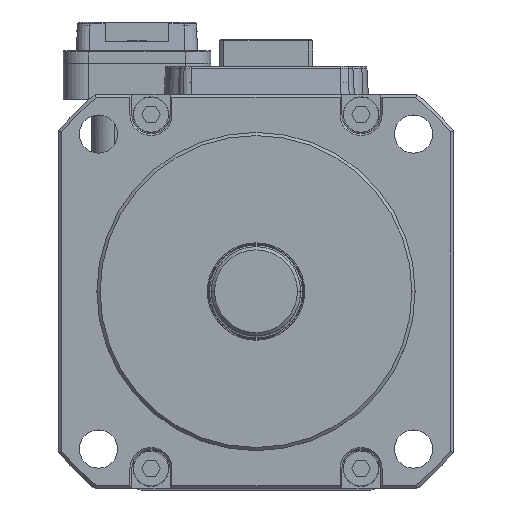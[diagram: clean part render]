
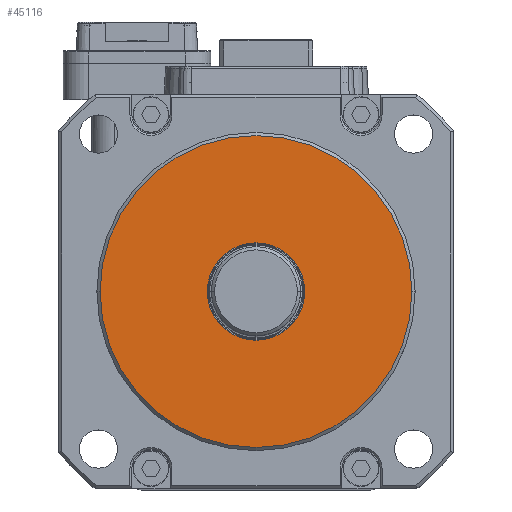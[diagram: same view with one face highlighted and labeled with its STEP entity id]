
A CAD part, top view. The second image highlights one B-rep face of the part: STEP entity #45116.
In plain terms, the highlighted planar face has unit normal (0, 0, 1).
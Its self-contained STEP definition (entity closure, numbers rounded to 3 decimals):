
#5094 = AXIS2_PLACEMENT_3D ( 'NONE', #6584, #6592, #6659 ) ;
#6541 = FACE_OUTER_BOUND ( 'NONE', #81487, .T. ) ;
#6562 = FACE_BOUND ( 'NONE', #81411, .T. ) ;
#6584 = CARTESIAN_POINT ( 'NONE',  ( 0., 0., 45. ) ) ;
#6592 = DIRECTION ( 'NONE',  ( 0., 0., 1. ) ) ;
#6599 = PLANE ( 'NONE',  #5094 ) ;
#6659 = DIRECTION ( 'NONE',  ( 1., 0., 0. ) ) ;
#38475 = EDGE_CURVE ( 'NONE', #78097, #78037, #51631, .T. ) ;
#38650 = EDGE_CURVE ( 'NONE', #78022, #78078, #51895, .T. ) ;
#38925 = EDGE_CURVE ( 'NONE', #78078, #78022, #52102, .T. ) ;
#39015 = EDGE_CURVE ( 'NONE', #78037, #78097, #52232, .T. ) ;
#39514 = CARTESIAN_POINT ( 'NONE',  ( -7.65, 0., 45. ) ) ;
#39520 = CARTESIAN_POINT ( 'NONE',  ( -24.5, 0., 45. ) ) ;
#39621 = CARTESIAN_POINT ( 'NONE',  ( 24.5, 0., 45. ) ) ;
#39644 = CARTESIAN_POINT ( 'NONE',  ( 7.65, 0., 45. ) ) ;
#45116 = ADVANCED_FACE ( 'NONE', ( #6541, #6562 ), #6599, .T. ) ;
#51631 = CIRCLE ( 'NONE', #51685, 24.5 ) ;
#51685 = AXIS2_PLACEMENT_3D ( 'NONE', #57127, #57160, #57138 ) ;
#51857 = AXIS2_PLACEMENT_3D ( 'NONE', #57345, #57373, #57363 ) ;
#51895 = CIRCLE ( 'NONE', #51857, 7.65 ) ;
#52102 = CIRCLE ( 'NONE', #52111, 7.65 ) ;
#52111 = AXIS2_PLACEMENT_3D ( 'NONE', #86214, #86231, #86252 ) ;
#52232 = CIRCLE ( 'NONE', #52265, 24.5 ) ;
#52265 = AXIS2_PLACEMENT_3D ( 'NONE', #86396, #86425, #86434 ) ;
#57127 = CARTESIAN_POINT ( 'NONE',  ( 0., 0., 45. ) ) ;
#57138 = DIRECTION ( 'NONE',  ( 1., 0., 0. ) ) ;
#57160 = DIRECTION ( 'NONE',  ( 0., 0., 1. ) ) ;
#57345 = CARTESIAN_POINT ( 'NONE',  ( 0., 0., 45. ) ) ;
#57363 = DIRECTION ( 'NONE',  ( 1., 0., 0. ) ) ;
#57373 = DIRECTION ( 'NONE',  ( 0., 0., 1. ) ) ;
#78022 = VERTEX_POINT ( 'NONE', #39514 ) ;
#78037 = VERTEX_POINT ( 'NONE', #39520 ) ;
#78078 = VERTEX_POINT ( 'NONE', #39644 ) ;
#78097 = VERTEX_POINT ( 'NONE', #39621 ) ;
#81411 = EDGE_LOOP ( 'NONE', ( #86888, #82321 ) ) ;
#81487 = EDGE_LOOP ( 'NONE', ( #82401, #82357 ) ) ;
#82321 = ORIENTED_EDGE ( 'NONE', *, *, #38925, .F. ) ;
#82357 = ORIENTED_EDGE ( 'NONE', *, *, #38475, .T. ) ;
#82401 = ORIENTED_EDGE ( 'NONE', *, *, #39015, .T. ) ;
#86214 = CARTESIAN_POINT ( 'NONE',  ( 0., 0., 45. ) ) ;
#86231 = DIRECTION ( 'NONE',  ( 0., 0., 1. ) ) ;
#86252 = DIRECTION ( 'NONE',  ( 1., 0., 0. ) ) ;
#86396 = CARTESIAN_POINT ( 'NONE',  ( 0., 0., 45. ) ) ;
#86425 = DIRECTION ( 'NONE',  ( 0., 0., 1. ) ) ;
#86434 = DIRECTION ( 'NONE',  ( 1., 0., 0. ) ) ;
#86888 = ORIENTED_EDGE ( 'NONE', *, *, #38650, .F. ) ;
